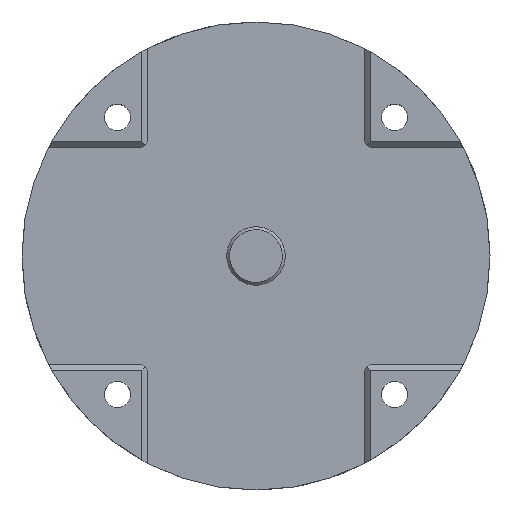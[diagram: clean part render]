
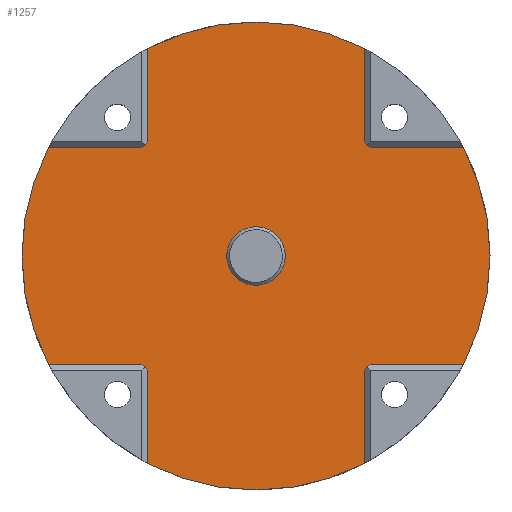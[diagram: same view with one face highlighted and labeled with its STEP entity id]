
A CAD part, top view. The second image highlights one B-rep face of the part: STEP entity #1257.
In plain terms, the highlighted planar face has unit normal (0, 0, 1).
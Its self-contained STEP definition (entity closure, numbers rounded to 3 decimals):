
#482=CARTESIAN_POINT('Axis2P3D Location',(0.,0.,3.5)) ;
#486=CARTESIAN_POINT('Vertex',(-2.397,-4.388,3.5)) ;
#488=CARTESIAN_POINT('Vertex',(2.397,4.388,3.5)) ;
#509=CARTESIAN_POINT('Axis2P3D Location',(0.,0.,3.5)) ;
#657=CARTESIAN_POINT('Vertex',(-35.465,-18.5,3.5)) ;
#660=CARTESIAN_POINT('Axis2P3D Location',(0.,0.,3.5)) ;
#664=CARTESIAN_POINT('Vertex',(-35.465,18.5,3.5)) ;
#692=CARTESIAN_POINT('Vertex',(-18.5,35.465,3.5)) ;
#695=CARTESIAN_POINT('Axis2P3D Location',(0.,0.,3.5)) ;
#699=CARTESIAN_POINT('Vertex',(18.5,35.465,3.5)) ;
#777=CARTESIAN_POINT('Vertex',(35.465,18.5,3.5)) ;
#780=CARTESIAN_POINT('Axis2P3D Location',(0.,0.,3.5)) ;
#784=CARTESIAN_POINT('Vertex',(35.465,-18.5,3.5)) ;
#812=CARTESIAN_POINT('Vertex',(18.5,-35.465,3.5)) ;
#815=CARTESIAN_POINT('Axis2P3D Location',(0.,0.,3.5)) ;
#819=CARTESIAN_POINT('Vertex',(-18.5,-35.465,3.5)) ;
#872=CARTESIAN_POINT('Line Origine',(-18.5,-27.482,3.5)) ;
#876=CARTESIAN_POINT('Vertex',(-18.5,-19.5,3.5)) ;
#900=CARTESIAN_POINT('Vertex',(-19.5,-18.5,3.5)) ;
#905=CARTESIAN_POINT('Line Origine',(-27.482,-18.5,3.5)) ;
#968=CARTESIAN_POINT('Line Origine',(-19.,-19.,3.5)) ;
#992=CARTESIAN_POINT('Vertex',(-19.5,18.5,3.5)) ;
#1000=CARTESIAN_POINT('Line Origine',(-27.482,18.5,3.5)) ;
#1012=CARTESIAN_POINT('Line Origine',(-18.5,27.482,3.5)) ;
#1016=CARTESIAN_POINT('Vertex',(-18.5,19.5,3.5)) ;
#1083=CARTESIAN_POINT('Line Origine',(-19.,19.,3.5)) ;
#1100=CARTESIAN_POINT('Vertex',(19.5,18.5,3.5)) ;
#1105=CARTESIAN_POINT('Line Origine',(27.482,18.5,3.5)) ;
#1134=CARTESIAN_POINT('Line Origine',(18.5,27.482,3.5)) ;
#1138=CARTESIAN_POINT('Vertex',(18.5,19.5,3.5)) ;
#1199=CARTESIAN_POINT('Line Origine',(19.,19.,3.5)) ;
#1212=CARTESIAN_POINT('Axis2P3D Location',(0.,5.,3.5)) ;
#1217=CARTESIAN_POINT('Line Origine',(0.,-18.5,3.5)) ;
#1221=CARTESIAN_POINT('Vertex',(19.5,-18.5,3.5)) ;
#1224=CARTESIAN_POINT('Line Origine',(18.5,0.,3.5)) ;
#1228=CARTESIAN_POINT('Vertex',(18.5,-19.5,3.5)) ;
#1232=CARTESIAN_POINT('Control Point',(18.5,-19.5,3.5)) ;
#1233=CARTESIAN_POINT('Control Point',(19.5,-18.5,3.5)) ;
#483=DIRECTION('Axis2P3D Direction',(0.,0.,-1.)) ;
#510=DIRECTION('Axis2P3D Direction',(0.,0.,-1.)) ;
#661=DIRECTION('Axis2P3D Direction',(0.,0.,-1.)) ;
#696=DIRECTION('Axis2P3D Direction',(0.,0.,-1.)) ;
#781=DIRECTION('Axis2P3D Direction',(0.,0.,-1.)) ;
#816=DIRECTION('Axis2P3D Direction',(0.,0.,-1.)) ;
#873=DIRECTION('Vector Direction',(0.,1.,0.)) ;
#906=DIRECTION('Vector Direction',(1.,0.,0.)) ;
#969=DIRECTION('Vector Direction',(0.707,-0.707,0.)) ;
#1001=DIRECTION('Vector Direction',(-1.,0.,0.)) ;
#1013=DIRECTION('Vector Direction',(0.,1.,0.)) ;
#1084=DIRECTION('Vector Direction',(-0.707,-0.707,0.)) ;
#1106=DIRECTION('Vector Direction',(-1.,0.,0.)) ;
#1135=DIRECTION('Vector Direction',(0.,-1.,0.)) ;
#1200=DIRECTION('Vector Direction',(0.707,-0.707,0.)) ;
#1213=DIRECTION('Axis2P3D Direction',(0.,0.,-1.)) ;
#1214=DIRECTION('Axis2P3D XDirection',(1.,0.,0.)) ;
#1218=DIRECTION('Vector Direction',(1.,0.,0.)) ;
#1225=DIRECTION('Vector Direction',(0.,-1.,0.)) ;
#484=AXIS2_PLACEMENT_3D('Circle Axis2P3D',#482,#483,$) ;
#511=AXIS2_PLACEMENT_3D('Circle Axis2P3D',#509,#510,$) ;
#662=AXIS2_PLACEMENT_3D('Circle Axis2P3D',#660,#661,$) ;
#697=AXIS2_PLACEMENT_3D('Circle Axis2P3D',#695,#696,$) ;
#782=AXIS2_PLACEMENT_3D('Circle Axis2P3D',#780,#781,$) ;
#817=AXIS2_PLACEMENT_3D('Circle Axis2P3D',#815,#816,$) ;
#1215=AXIS2_PLACEMENT_3D('Plane Axis2P3D',#1212,#1213,#1214) ;
#1236=ORIENTED_EDGE('',*,*,#1223,.T.) ;
#1237=ORIENTED_EDGE('',*,*,#786,.F.) ;
#1238=ORIENTED_EDGE('',*,*,#1109,.T.) ;
#1239=ORIENTED_EDGE('',*,*,#1203,.F.) ;
#1240=ORIENTED_EDGE('',*,*,#1140,.F.) ;
#1241=ORIENTED_EDGE('',*,*,#701,.F.) ;
#1242=ORIENTED_EDGE('',*,*,#1018,.F.) ;
#1243=ORIENTED_EDGE('',*,*,#1087,.F.) ;
#1244=ORIENTED_EDGE('',*,*,#1004,.T.) ;
#1245=ORIENTED_EDGE('',*,*,#666,.F.) ;
#1246=ORIENTED_EDGE('',*,*,#909,.T.) ;
#1247=ORIENTED_EDGE('',*,*,#972,.F.) ;
#1248=ORIENTED_EDGE('',*,*,#878,.F.) ;
#1249=ORIENTED_EDGE('',*,*,#821,.F.) ;
#1250=ORIENTED_EDGE('',*,*,#1230,.F.) ;
#1251=ORIENTED_EDGE('',*,*,#1234,.F.) ;
#1254=ORIENTED_EDGE('',*,*,#513,.T.) ;
#1255=ORIENTED_EDGE('',*,*,#490,.T.) ;
#1256=FACE_BOUND('',#1253,.T.) ;
#874=VECTOR('Line Direction',#873,1.) ;
#907=VECTOR('Line Direction',#906,1.) ;
#970=VECTOR('Line Direction',#969,1.) ;
#1002=VECTOR('Line Direction',#1001,1.) ;
#1014=VECTOR('Line Direction',#1013,1.) ;
#1085=VECTOR('Line Direction',#1084,1.) ;
#1107=VECTOR('Line Direction',#1106,1.) ;
#1136=VECTOR('Line Direction',#1135,1.) ;
#1201=VECTOR('Line Direction',#1200,1.) ;
#1219=VECTOR('Line Direction',#1218,1.) ;
#1226=VECTOR('Line Direction',#1225,1.) ;
#1257=ADVANCED_FACE('Corps principal',(#1252,#1256),#1216,.F.) ;
#1231=B_SPLINE_CURVE_WITH_KNOTS('',1,(#1232,#1233),.UNSPECIFIED.,.F.,.U.,(2,2),(-0.707,0.707),.UNSPECIFIED.) ;
#485=CIRCLE('generated circle',#484,5.) ;
#512=CIRCLE('generated circle',#511,5.) ;
#663=CIRCLE('generated circle',#662,40.) ;
#698=CIRCLE('generated circle',#697,40.) ;
#783=CIRCLE('generated circle',#782,40.) ;
#818=CIRCLE('generated circle',#817,40.) ;
#490=EDGE_CURVE('',#487,#489,#485,.T.) ;
#513=EDGE_CURVE('',#489,#487,#512,.T.) ;
#666=EDGE_CURVE('',#658,#665,#663,.T.) ;
#701=EDGE_CURVE('',#693,#700,#698,.T.) ;
#786=EDGE_CURVE('',#778,#785,#783,.T.) ;
#821=EDGE_CURVE('',#813,#820,#818,.T.) ;
#878=EDGE_CURVE('',#820,#877,#875,.T.) ;
#909=EDGE_CURVE('',#658,#901,#908,.T.) ;
#972=EDGE_CURVE('',#877,#901,#971,.F.) ;
#1004=EDGE_CURVE('',#993,#665,#1003,.T.) ;
#1018=EDGE_CURVE('',#1017,#693,#1015,.T.) ;
#1087=EDGE_CURVE('',#993,#1017,#1086,.F.) ;
#1109=EDGE_CURVE('',#778,#1101,#1108,.T.) ;
#1140=EDGE_CURVE('',#700,#1139,#1137,.T.) ;
#1203=EDGE_CURVE('',#1139,#1101,#1202,.T.) ;
#1223=EDGE_CURVE('',#1222,#785,#1220,.T.) ;
#1230=EDGE_CURVE('',#1229,#813,#1227,.T.) ;
#1234=EDGE_CURVE('',#1222,#1229,#1231,.F.) ;
#1235=EDGE_LOOP('',(#1236,#1237,#1238,#1239,#1240,#1241,#1242,#1243,#1244,#1245,#1246,#1247,#1248,#1249,#1250,#1251)) ;
#1253=EDGE_LOOP('',(#1254,#1255)) ;
#1252=FACE_OUTER_BOUND('',#1235,.T.) ;
#875=LINE('Line',#872,#874) ;
#908=LINE('Line',#905,#907) ;
#971=LINE('Line',#968,#970) ;
#1003=LINE('Line',#1000,#1002) ;
#1015=LINE('Line',#1012,#1014) ;
#1086=LINE('Line',#1083,#1085) ;
#1108=LINE('Line',#1105,#1107) ;
#1137=LINE('Line',#1134,#1136) ;
#1202=LINE('Line',#1199,#1201) ;
#1220=LINE('Line',#1217,#1219) ;
#1227=LINE('Line',#1224,#1226) ;
#1216=PLANE('Plane',#1215) ;
#487=VERTEX_POINT('',#486) ;
#489=VERTEX_POINT('',#488) ;
#658=VERTEX_POINT('',#657) ;
#665=VERTEX_POINT('',#664) ;
#693=VERTEX_POINT('',#692) ;
#700=VERTEX_POINT('',#699) ;
#778=VERTEX_POINT('',#777) ;
#785=VERTEX_POINT('',#784) ;
#813=VERTEX_POINT('',#812) ;
#820=VERTEX_POINT('',#819) ;
#877=VERTEX_POINT('',#876) ;
#901=VERTEX_POINT('',#900) ;
#993=VERTEX_POINT('',#992) ;
#1017=VERTEX_POINT('',#1016) ;
#1101=VERTEX_POINT('',#1100) ;
#1139=VERTEX_POINT('',#1138) ;
#1222=VERTEX_POINT('',#1221) ;
#1229=VERTEX_POINT('',#1228) ;
